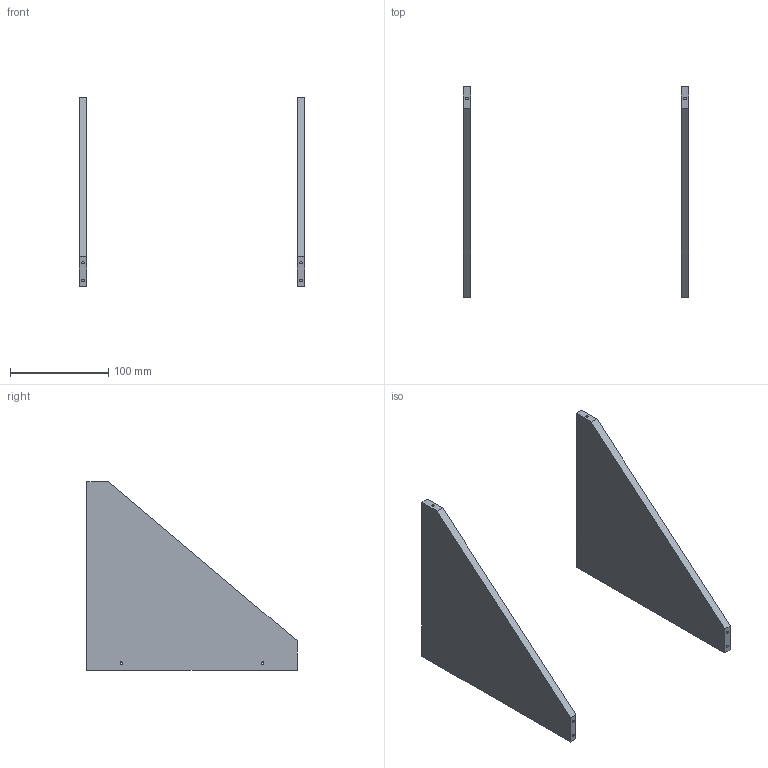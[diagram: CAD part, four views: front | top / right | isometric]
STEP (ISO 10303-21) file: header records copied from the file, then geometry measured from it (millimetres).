
FILE_DESCRIPTION(/* description */ (''),/* implementation_level */ '2;1');
FILE_NAME(/* name */ 'Side panels.step',/* time_stamp */ '2021-10-08T09:59:10+01:00',/* author */ (''),/* organization */ (''),/* preprocessor_version */ 'ST-DEVELOPER v18.1',/* originating_system */ 'Autodesk Translation Framework v10.10.0.1391',/* authorisation */ '');
FILE_SCHEMA (('AUTOMOTIVE_DESIGN { 1 0 10303 214 3 1 1 }'));
Length unit declared in the file: millimetre
Products named in the file (2): Side panels; Component3
Assembly tree (1 placements, depth 2):
  Side panels
    Component3
Bounding box: 230 x 214 x 192 mm (x, y, z)
Volume: 407812.5 mm3; surface area: 114658.9 mm2
Topology: 2 solids, 2 shells, 42 faces, 78 edges, 52 vertices
Faces by surface type: plane 26, cylinder 16
Full cylindrical faces by diameter (mm): 2.529 x16
Entity records: 1131 total; most frequent: DIRECTION 200, CARTESIAN_POINT 175, ORIENTED_EDGE 156, EDGE_CURVE 78, AXIS2_PLACEMENT_3D 77, EDGE_LOOP 62, VERTEX_POINT 52, LINE 46
